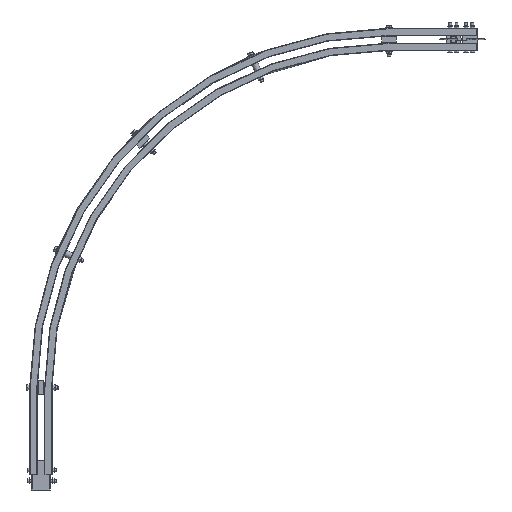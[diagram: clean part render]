
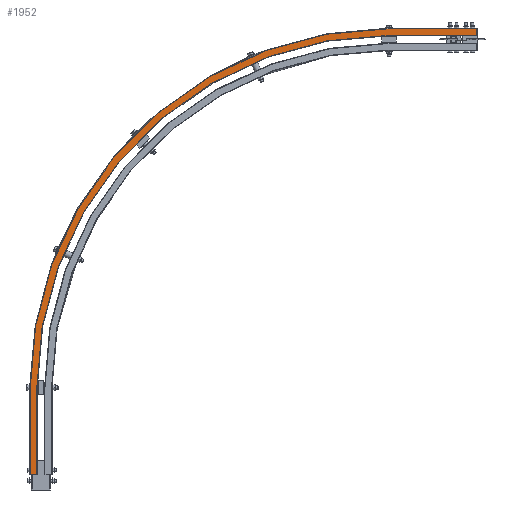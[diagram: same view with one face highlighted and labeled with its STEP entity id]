
A CAD part, front view. The second image highlights one B-rep face of the part: STEP entity #1952.
In plain terms, the highlighted planar face has unit normal (0, -1, 0).
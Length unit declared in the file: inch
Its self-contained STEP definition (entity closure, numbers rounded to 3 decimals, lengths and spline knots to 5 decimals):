
#440=CARTESIAN_POINT('',(-60.5625,0.,-60.));
#441=VERTEX_POINT('',#440);
#449=CARTESIAN_POINT('',(-61.46875,0.,-60.));
#450=VERTEX_POINT('',#449);
#451=CARTESIAN_POINT('',(-61.46875,0.,-60.));
#452=DIRECTION('',(1.0,0.0,0.0));
#453=VECTOR('',#452,0.90625);
#454=LINE('',#451,#453);
#455=EDGE_CURVE('',#450,#441,#454,.T.);
#1488=CARTESIAN_POINT('',(0.0,0.,1.46875));
#1489=VERTEX_POINT('',#1488);
#1507=CARTESIAN_POINT('',(-12.0,0.,1.46875));
#1508=VERTEX_POINT('',#1507);
#1516=CARTESIAN_POINT('',(-12.0,0.,1.46875));
#1517=DIRECTION('',(1.0,0.0,0.0));
#1518=VECTOR('',#1517,12.0);
#1519=LINE('',#1516,#1518);
#1520=EDGE_CURVE('',#1508,#1489,#1519,.T.);
#1532=CARTESIAN_POINT('',(-61.46875,0.,-48.0));
#1533=VERTEX_POINT('',#1532);
#1541=CARTESIAN_POINT('',(-12.0,0.,-48.));
#1542=DIRECTION('',(0.,1.0,0.));
#1543=DIRECTION('',(-0.707,0.,0.707));
#1544=AXIS2_PLACEMENT_3D('',#1541,#1542,#1543);
#1545=CIRCLE('',#1544,49.46875);
#1546=EDGE_CURVE('',#1533,#1508,#1545,.T.);
#1565=CARTESIAN_POINT('',(-61.46875,0.,-60.));
#1566=DIRECTION('',(0.0,0.0,1.0));
#1567=VECTOR('',#1566,12.);
#1568=LINE('',#1565,#1567);
#1569=EDGE_CURVE('',#450,#1533,#1568,.T.);
#1687=CARTESIAN_POINT('',(0.0,0.,0.5625));
#1688=VERTEX_POINT('',#1687);
#1689=CARTESIAN_POINT('',(0.0,0.,1.46875));
#1690=DIRECTION('',(0.0,0.0,-1.0));
#1691=VECTOR('',#1690,0.90625);
#1692=LINE('',#1689,#1691);
#1693=EDGE_CURVE('',#1489,#1688,#1692,.T.);
#1863=CARTESIAN_POINT('',(-60.5625,0.,-48.0));
#1864=VERTEX_POINT('',#1863);
#1872=CARTESIAN_POINT('',(-60.5625,0.,-48.0));
#1873=DIRECTION('',(0.0,0.0,-1.0));
#1874=VECTOR('',#1873,12.);
#1875=LINE('',#1872,#1874);
#1876=EDGE_CURVE('',#1864,#441,#1875,.T.);
#1888=CARTESIAN_POINT('',(-12.,0.,0.5625));
#1889=VERTEX_POINT('',#1888);
#1897=CARTESIAN_POINT('',(-12.0,0.,-48.));
#1898=DIRECTION('',(0.,-1.0,0.));
#1899=DIRECTION('',(-0.707,0.,0.707));
#1900=AXIS2_PLACEMENT_3D('',#1897,#1898,#1899);
#1901=CIRCLE('',#1900,48.5625);
#1902=EDGE_CURVE('',#1889,#1864,#1901,.T.);
#1921=CARTESIAN_POINT('',(0.0,0.,0.5625));
#1922=DIRECTION('',(-1.0,0.0,0.0));
#1923=VECTOR('',#1922,12.);
#1924=LINE('',#1921,#1923);
#1925=EDGE_CURVE('',#1688,#1889,#1924,.T.);
#1937=CARTESIAN_POINT('',(0.0,0.,1.53125));
#1938=DIRECTION('',(0.0,-1.0,0.0));
#1939=DIRECTION('',(0.0,0.0,-1.0));
#1940=AXIS2_PLACEMENT_3D('',#1937,#1938,#1939);
#1941=PLANE('',#1940);
#1942=ORIENTED_EDGE('',*,*,#1569,.F.);
#1943=ORIENTED_EDGE('',*,*,#455,.T.);
#1944=ORIENTED_EDGE('',*,*,#1876,.F.);
#1945=ORIENTED_EDGE('',*,*,#1902,.F.);
#1946=ORIENTED_EDGE('',*,*,#1925,.F.);
#1947=ORIENTED_EDGE('',*,*,#1693,.F.);
#1948=ORIENTED_EDGE('',*,*,#1520,.F.);
#1949=ORIENTED_EDGE('',*,*,#1546,.F.);
#1950=EDGE_LOOP('',(#1942,#1943,#1944,#1945,#1946,#1947,#1948,#1949));
#1951=FACE_OUTER_BOUND('',#1950,.T.);
#1952=ADVANCED_FACE('',(#1951),#1941,.T.);
